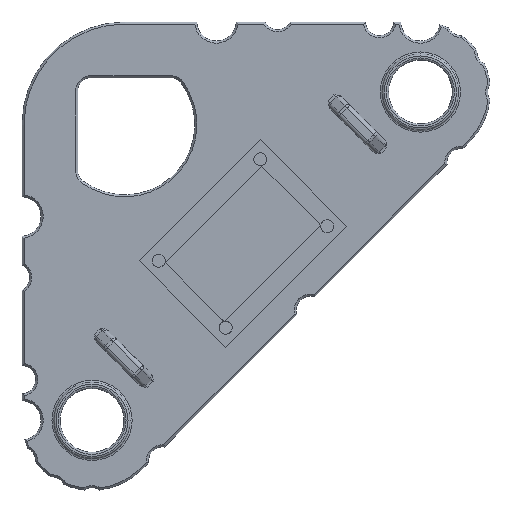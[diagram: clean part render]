
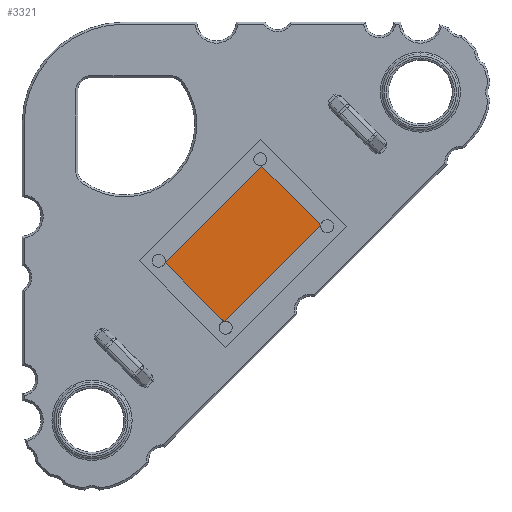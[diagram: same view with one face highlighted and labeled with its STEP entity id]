
A CAD part, top view. The second image highlights one B-rep face of the part: STEP entity #3321.
In plain terms, the highlighted planar face has unit normal (0, 0, 1).
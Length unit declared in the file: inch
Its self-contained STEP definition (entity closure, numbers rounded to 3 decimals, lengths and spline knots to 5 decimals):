
#264=PLANE('',#3741);
#454=FACE_OUTER_BOUND('',#673,.T.);
#673=EDGE_LOOP('',(#2972,#2973,#2974,#2975));
#1090=LINE('',#5972,#1312);
#1093=LINE('',#5977,#1315);
#1095=LINE('',#5981,#1317);
#1096=LINE('',#5983,#1318);
#1312=VECTOR('',#4716,0.3937);
#1315=VECTOR('',#4721,0.3937);
#1317=VECTOR('',#4725,0.3937);
#1318=VECTOR('',#4728,0.3937);
#1616=VERTEX_POINT('',#5969);
#1617=VERTEX_POINT('',#5971);
#1618=VERTEX_POINT('',#5975);
#1619=VERTEX_POINT('',#5979);
#2081=EDGE_CURVE('',#1616,#1617,#1090,.T.);
#2084=EDGE_CURVE('',#1618,#1616,#1093,.T.);
#2086=EDGE_CURVE('',#1619,#1618,#1095,.T.);
#2087=EDGE_CURVE('',#1617,#1619,#1096,.T.);
#2972=ORIENTED_EDGE('',*,*,#2087,.F.);
#2973=ORIENTED_EDGE('',*,*,#2081,.F.);
#2974=ORIENTED_EDGE('',*,*,#2084,.F.);
#2975=ORIENTED_EDGE('',*,*,#2086,.F.);
#3321=ADVANCED_FACE('',(#454),#264,.F.);
#3741=AXIS2_PLACEMENT_3D('',#5984,#4729,#4730);
#4716=DIRECTION('',(0.707,0.707,0.));
#4721=DIRECTION('',(-0.707,0.707,0.));
#4725=DIRECTION('',(-0.707,-0.707,0.));
#4728=DIRECTION('',(0.707,-0.707,0.));
#4729=DIRECTION('center_axis',(0.,0.,-1.));
#4730=DIRECTION('ref_axis',(-1.,0.,0.));
#5969=CARTESIAN_POINT('',(0.89677,1.93165,0.01575));
#5971=CARTESIAN_POINT('',(2.08118,3.11606,0.01575));
#5972=CARTESIAN_POINT('',(2.08118,3.11606,0.01575));
#5975=CARTESIAN_POINT('',(1.61802,1.21041,0.01575));
#5977=CARTESIAN_POINT('',(0.89677,1.93165,0.01575));
#5979=CARTESIAN_POINT('',(2.80243,2.39481,0.01575));
#5981=CARTESIAN_POINT('',(1.61802,1.21041,0.01575));
#5983=CARTESIAN_POINT('',(2.80243,2.39481,0.01575));
#5984=CARTESIAN_POINT('Origin',(1.8496,2.16323,0.01575));
